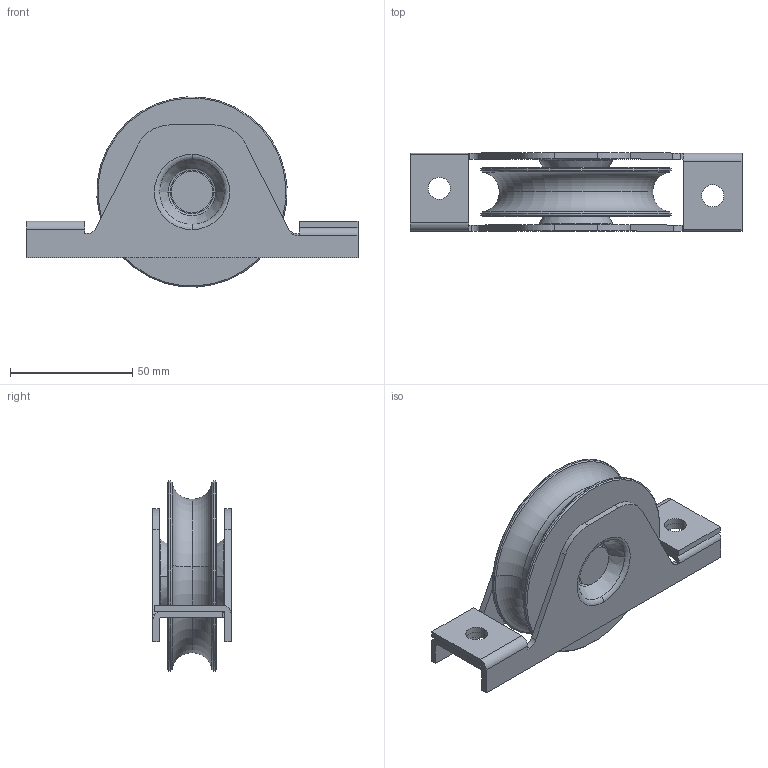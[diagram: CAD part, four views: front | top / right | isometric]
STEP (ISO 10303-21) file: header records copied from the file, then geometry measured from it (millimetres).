
FILE_DESCRIPTION (( 'STEP AP214' ), '1' );
FILE_NAME ('H_38U-80C.STEP', '2021-08-25T13:50:30', ( '' ), ( '' ), 'SwSTEP 2.0', 'SolidWorks 2019', '' );
FILE_SCHEMA (( 'AUTOMOTIVE_DESIGN' ));
Length unit declared in the file: millimetre
Products named in the file (9): roulement_6202_2_01; roulement_6202_2; H_38U-80C; roulement_6202_2_02; H-38U-80C P1; H-38U-80C P3; H-38U-80C P2; H-38U-80C Z1; roulement_6202_2_03
Assembly tree (9 placements, depth 4):
  H_38U-80C
    H-38U-80C Z1
      roulement_6202_2
        roulement_6202_2_03
        roulement_6202_2_02
        roulement_6202_2_01
      H-38U-80C P2
    H-38U-80C P1  x2
    H-38U-80C P3
Bounding box: 136 x 32 x 77.88 mm (x, y, z)
Volume: 92138.3 mm3; surface area: 48840.6 mm2
Topology: 7 solids, 7 shells, 277 faces, 684 edges, 432 vertices
Faces by surface type: plane 113, cylinder 70, torus 54, cone 24, sphere 16
Entity records: 7826 total; most frequent: CARTESIAN_POINT 2111, DIRECTION 1220, ORIENTED_EDGE 1052, EDGE_CURVE 526, AXIS2_PLACEMENT_3D 481, VERTEX_POINT 332, EDGE_LOOP 270, VECTOR 258
